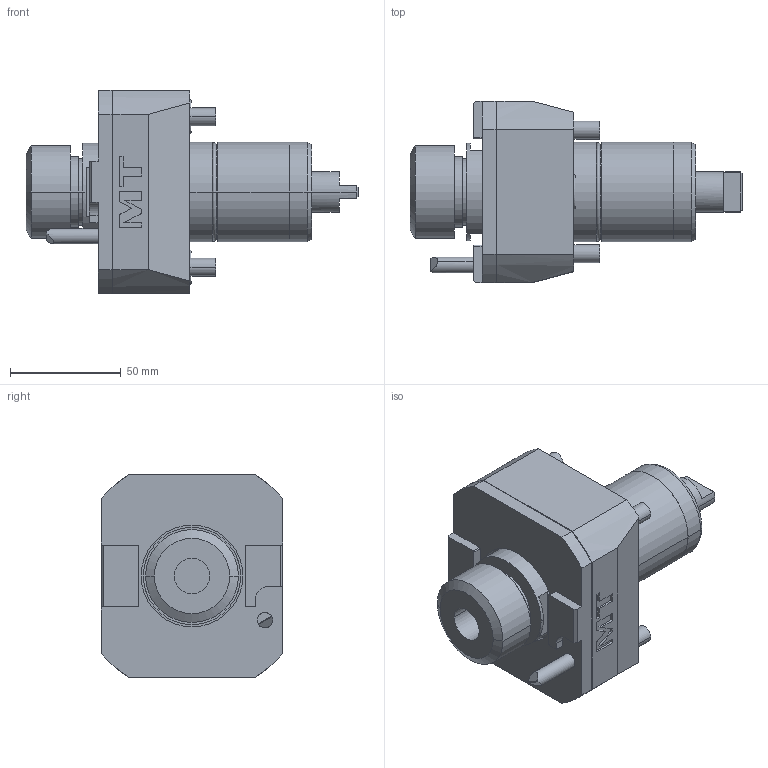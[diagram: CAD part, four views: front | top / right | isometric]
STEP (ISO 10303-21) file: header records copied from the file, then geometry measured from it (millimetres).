
FILE_DESCRIPTION((''),'2;1');
FILE_NAME('MYA0100125_CONF','2024-12-20T15:14:10',('fpalella'),('M.T. srl'),'CREO PARAMETRIC BY PTC INC, 2023352','CREO PARAMETRIC BY PTC INC, 2023352','');
FILE_SCHEMA(('CONFIG_CONTROL_DESIGN'));
Length unit declared in the file: millimetre
Products named in the file (1): MYA0100125_CONF
Bounding box: 150.16 x 82 x 92 mm (x, y, z)
Volume: 430440.8 mm3; surface area: 56485.1 mm2
Topology: 1 solids, 1 shells, 193 faces, 475 edges, 312 vertices
Faces by surface type: plane 108, cylinder 65, torus 8, cone 6, extrusion 4, sphere 2
Entity records: 5872 total; most frequent: CARTESIAN_POINT 1105, DIRECTION 1009, ORIENTED_EDGE 950, EDGE_CURVE 475, AXIS2_PLACEMENT_3D 361, VERTEX_POINT 312, VECTOR 287, LINE 283
